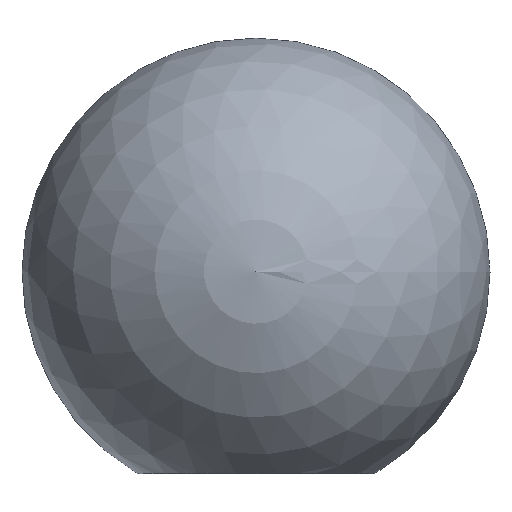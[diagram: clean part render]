
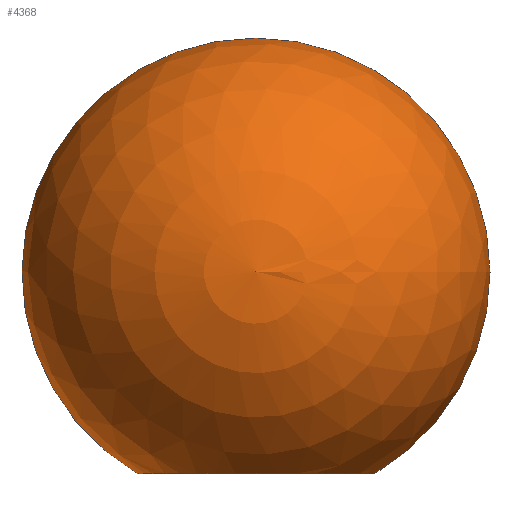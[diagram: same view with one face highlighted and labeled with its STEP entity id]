
A CAD part, top view. The second image highlights one B-rep face of the part: STEP entity #4368.
In plain terms, the highlighted spherical face has radius 12.5 mm.
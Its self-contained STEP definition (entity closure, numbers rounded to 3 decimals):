
#694 = DIRECTION ( 'NONE',  ( 0., -1., 0. ) ) ;
#718 = EDGE_CURVE ( 'NONE', #8290, #7481, #6293, .T. ) ;
#825 = ORIENTED_EDGE ( 'NONE', *, *, #6221, .F. ) ;
#1115 = AXIS2_PLACEMENT_3D ( 'NONE', #3315, #694, #4141 ) ;
#2212 = EDGE_LOOP ( 'NONE', ( #825, #3701, #5309 ) ) ;
#2455 = CARTESIAN_POINT ( 'NONE',  ( 6.35, -10.767, 0. ) ) ;
#2478 = DIRECTION ( 'NONE',  ( 0., 0., -1. ) ) ;
#2480 = CIRCLE ( 'NONE', #7596, 12.5 ) ;
#2691 = DIRECTION ( 'NONE',  ( 0., 0., 1. ) ) ;
#3003 = EDGE_CURVE ( 'NONE', #3851, #7481, #7112, .T. ) ;
#3315 = CARTESIAN_POINT ( 'NONE',  ( 0., -10.767, 0. ) ) ;
#3358 = DIRECTION ( 'NONE',  ( -1., 0., 0. ) ) ;
#3701 = ORIENTED_EDGE ( 'NONE', *, *, #3003, .T. ) ;
#3851 = VERTEX_POINT ( 'NONE', #7055 ) ;
#3940 = CARTESIAN_POINT ( 'NONE',  ( 0., 0., 0. ) ) ;
#4141 = DIRECTION ( 'NONE',  ( 1., 0., 0. ) ) ;
#4368 = ADVANCED_FACE ( 'NONE', ( #8070 ), #10647, .T. ) ;
#5093 = CARTESIAN_POINT ( 'NONE',  ( -6.35, -10.767, 0. ) ) ;
#5309 = ORIENTED_EDGE ( 'NONE', *, *, #718, .F. ) ;
#6221 = EDGE_CURVE ( 'NONE', #3851, #8290, #2480, .T. ) ;
#6293 = CIRCLE ( 'NONE', #1115, 6.35 ) ;
#7055 = CARTESIAN_POINT ( 'NONE',  ( 0., 12.5, 0. ) ) ;
#7112 = CIRCLE ( 'NONE', #7436, 12.5 ) ;
#7436 = AXIS2_PLACEMENT_3D ( 'NONE', #3940, #11090, #9226 ) ;
#7481 = VERTEX_POINT ( 'NONE', #5093 ) ;
#7596 = AXIS2_PLACEMENT_3D ( 'NONE', #11556, #2478, #3358 ) ;
#8070 = FACE_OUTER_BOUND ( 'NONE', #2212, .T. ) ;
#8290 = VERTEX_POINT ( 'NONE', #2455 ) ;
#8929 = DIRECTION ( 'NONE',  ( 1., 0., 0. ) ) ;
#9226 = DIRECTION ( 'NONE',  ( 1., 0., 0. ) ) ;
#9812 = CARTESIAN_POINT ( 'NONE',  ( 0., 0., 0. ) ) ;
#9922 = AXIS2_PLACEMENT_3D ( 'NONE', #9812, #2691, #8929 ) ;
#10647 = SPHERICAL_SURFACE ( 'NONE', #9922, 12.5 ) ;
#11090 = DIRECTION ( 'NONE',  ( 0., 0., 1. ) ) ;
#11556 = CARTESIAN_POINT ( 'NONE',  ( 0., 0., 0. ) ) ;
